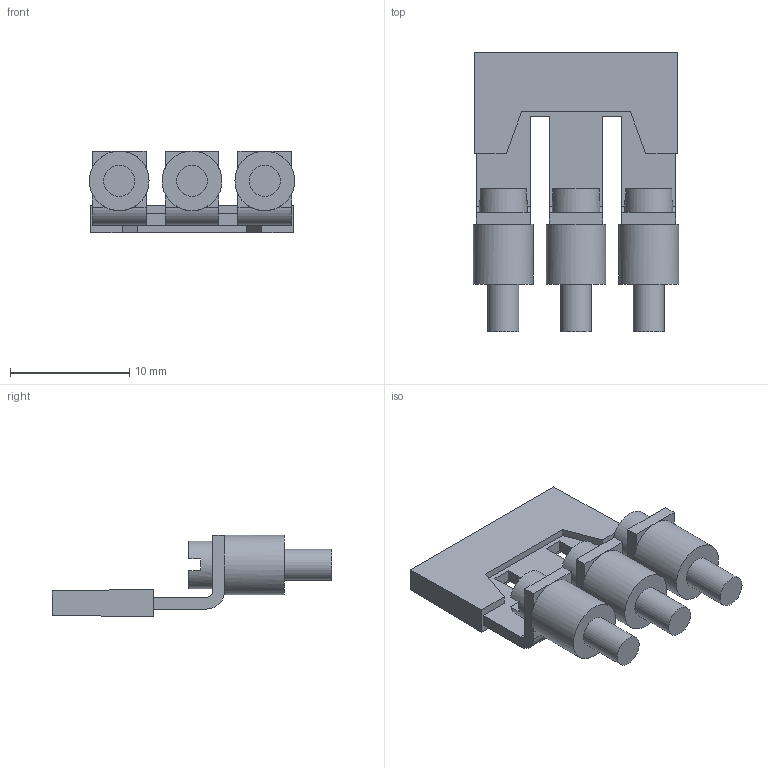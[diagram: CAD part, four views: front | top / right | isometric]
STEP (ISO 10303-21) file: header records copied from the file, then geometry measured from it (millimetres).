
FILE_DESCRIPTION(/* description */ (''),/* implementation_level */ '2;1');
FILE_NAME(/* name */ '2741_2_QI_3_RK_25-4.stp',/* time_stamp */ '2021-09-08T09:03:41+02:00',/* author */ (''),/* organization */ (''),/* preprocessor_version */ 'ST-DEVELOPER v16.7',/* originating_system */ 'SIEMENS PLM Software NX 12.0',/* authorisation */ '');
FILE_SCHEMA (('AUTOMOTIVE_DESIGN { 1 0 10303 214 3 1 1 1 }'));
Length unit declared in the file: millimetre
Products named in the file (1): 2741_2_QI_3_RK_25-4
Bounding box: 17.2 x 23.45 x 6.86 mm (x, y, z)
Volume: 816.1 mm3; surface area: 1260.4 mm2
Topology: 1 solids, 4 shells, 98 faces, 237 edges, 153 vertices
Faces by surface type: plane 77, cylinder 21
Full cylindrical faces by diameter (mm): 2.6 x6, 3.3 x3, 4 x3, 5 x3
Entity records: 2796 total; most frequent: DIRECTION 471, CARTESIAN_POINT 468, ORIENTED_EDGE 420, EDGE_CURVE 210, AXIS2_PLACEMENT_3D 168, VERTEX_POINT 141, LINE 135, VECTOR 135
